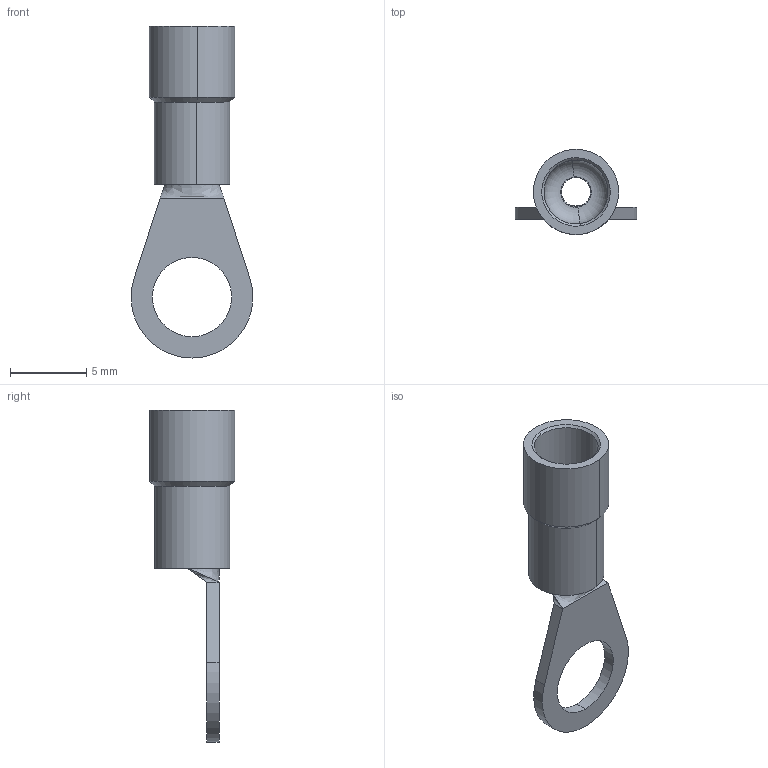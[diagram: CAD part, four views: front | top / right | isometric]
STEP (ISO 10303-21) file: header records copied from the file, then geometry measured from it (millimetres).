
FILE_DESCRIPTION (( 'STEP AP203' ), '1' );
FILE_NAME ('00125.STEP', '2024-09-04T14:36:48', ( '' ), ( '' ), 'SwSTEP 2.0', 'SolidWorks 2022', '' );
FILE_SCHEMA (( 'CONFIG_CONTROL_DESIGN' ));
Length unit declared in the file: millimetre
Products named in the file (3): S1125; SATRP5; 00125
Assembly tree (2 placements, depth 2):
  00125
    S1125
    SATRP5
Bounding box: 8 x 5.59 x 21.8 mm (x, y, z)
Volume: 182.5 mm3; surface area: 569 mm2
Topology: 2 solids, 2 shells, 45 faces, 99 edges, 60 vertices
Faces by surface type: cylinder 20, plane 13, cone 6, bspline 4, torus 2
Entity records: 1694 total; most frequent: CARTESIAN_POINT 381, DIRECTION 231, ORIENTED_EDGE 198, EDGE_CURVE 99, AXIS2_PLACEMENT_3D 94, VERTEX_POINT 60, EDGE_LOOP 51, CIRCLE 48
